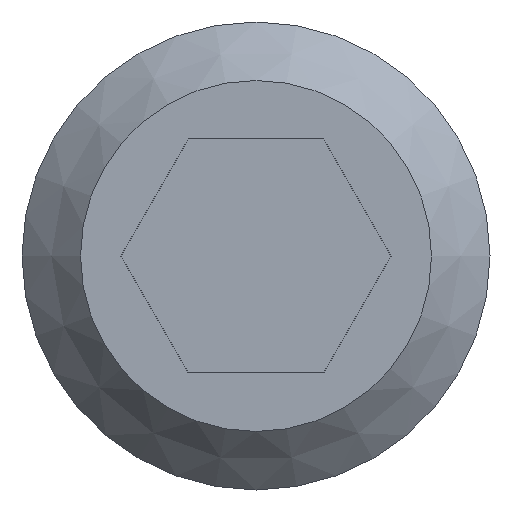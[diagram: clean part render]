
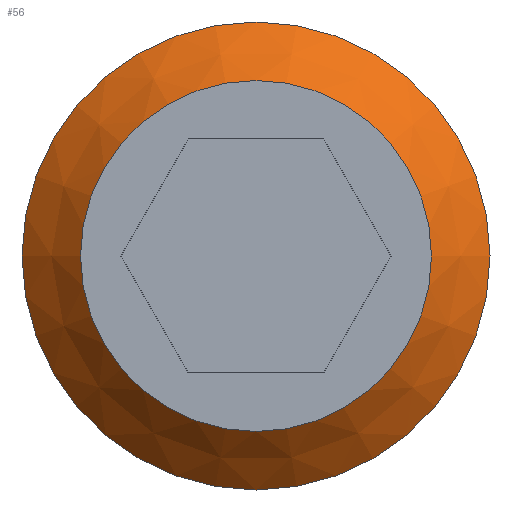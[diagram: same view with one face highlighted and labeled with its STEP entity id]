
A CAD part, left-side view. The second image highlights one B-rep face of the part: STEP entity #56.
In plain terms, the highlighted conical face has half-angle 45 degrees and reference radius 3 mm.
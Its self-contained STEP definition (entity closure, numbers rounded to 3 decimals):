
#56 = ADVANCED_FACE( '', ( #125, #126 ), #127, .T. );
#125 = FACE_OUTER_BOUND( '', #214, .T. );
#126 = FACE_BOUND( '', #215, .T. );
#127 = CONICAL_SURFACE( '', #216, 3., 0.785 );
#214 = EDGE_LOOP( '', ( #313 ) );
#215 = EDGE_LOOP( '', ( #314 ) );
#216 = AXIS2_PLACEMENT_3D( '', #315, #316, #317 );
#313 = ORIENTED_EDGE( '', *, *, #450, .F. );
#314 = ORIENTED_EDGE( '', *, *, #451, .T. );
#315 = CARTESIAN_POINT( '', ( 0., 0., 0. ) );
#316 = DIRECTION( '', ( 1., 0., 0. ) );
#317 = DIRECTION( '', ( 0., 1., 0. ) );
#450 = EDGE_CURVE( '', #517, #517, #518, .T. );
#451 = EDGE_CURVE( '', #519, #519, #520, .T. );
#517 = VERTEX_POINT( '', #603 );
#518 = CIRCLE( '', #604, 4. );
#519 = VERTEX_POINT( '', #605 );
#520 = CIRCLE( '', #606, 3. );
#603 = CARTESIAN_POINT( '', ( 1., 4., 0. ) );
#604 = AXIS2_PLACEMENT_3D( '', #682, #683, #684 );
#605 = CARTESIAN_POINT( '', ( 0., 3., 0. ) );
#606 = AXIS2_PLACEMENT_3D( '', #685, #686, #687 );
#682 = CARTESIAN_POINT( '', ( 1., 0., 0. ) );
#683 = DIRECTION( '', ( 1., 0., 0. ) );
#684 = DIRECTION( '', ( 0., 1., 0. ) );
#685 = CARTESIAN_POINT( '', ( 0., 0., 0. ) );
#686 = DIRECTION( '', ( 1., 0., 0. ) );
#687 = DIRECTION( '', ( 0., 1., 0. ) );
